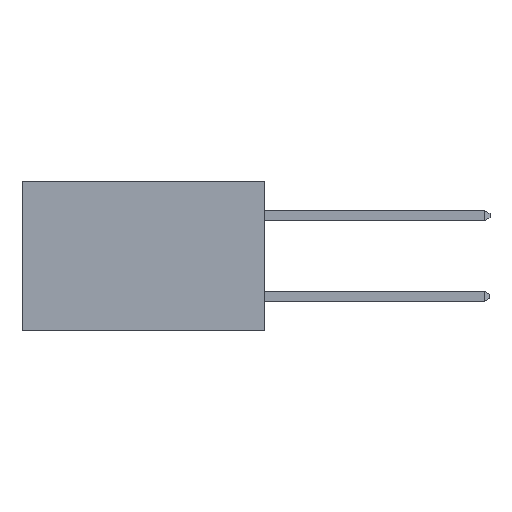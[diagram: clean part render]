
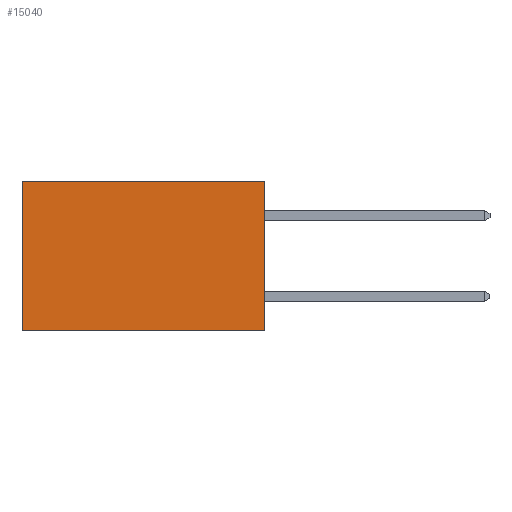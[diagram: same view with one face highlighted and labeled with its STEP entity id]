
A CAD part, left-side view. The second image highlights one B-rep face of the part: STEP entity #15040.
In plain terms, the highlighted planar face has unit normal (-1, 0, 0).
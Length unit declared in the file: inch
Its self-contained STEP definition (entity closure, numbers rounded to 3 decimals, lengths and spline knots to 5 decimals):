
#943 = EDGE_CURVE ( 'NONE', #4633, #7185, #5177, .T. ) ;
#1207 = VERTEX_POINT ( 'NONE', #16022 ) ;
#1621 = ORIENTED_EDGE ( 'NONE', *, *, #943, .T. ) ;
#2024 = ORIENTED_EDGE ( 'NONE', *, *, #12235, .T. ) ;
#2620 = EDGE_CURVE ( 'NONE', #4633, #11766, #8784, .T. ) ;
#3673 = EDGE_CURVE ( 'NONE', #11766, #1207, #8493, .T. ) ;
#3687 = ORIENTED_EDGE ( 'NONE', *, *, #2620, .F. ) ;
#4633 = VERTEX_POINT ( 'NONE', #18940 ) ;
#4734 = VECTOR ( 'NONE', #18320, 39.37008 ) ;
#4763 = VECTOR ( 'NONE', #8863, 39.37008 ) ;
#5060 = AXIS2_PLACEMENT_3D ( 'NONE', #15198, #18150, #9273 ) ;
#5177 = LINE ( 'NONE', #12247, #4734 ) ;
#5973 = CARTESIAN_POINT ( 'NONE',  ( 0.298, 0., 0. ) ) ;
#5978 = CARTESIAN_POINT ( 'NONE',  ( 0.298, 0., -0.37 ) ) ;
#6405 = CARTESIAN_POINT ( 'NONE',  ( 0.298, 0., -0.37 ) ) ;
#7008 = DIRECTION ( 'NONE',  ( 0., 0., -1. ) ) ;
#7185 = VERTEX_POINT ( 'NONE', #17303 ) ;
#8493 = LINE ( 'NONE', #6405, #17350 ) ;
#8784 = LINE ( 'NONE', #5973, #4763 ) ;
#8863 = DIRECTION ( 'NONE',  ( 0., 0., -1. ) ) ;
#9273 = DIRECTION ( 'NONE',  ( 0., 0., -1. ) ) ;
#9756 = VECTOR ( 'NONE', #7008, 39.37008 ) ;
#11766 = VERTEX_POINT ( 'NONE', #5978 ) ;
#12235 = EDGE_CURVE ( 'NONE', #7185, #1207, #13242, .T. ) ;
#12247 = CARTESIAN_POINT ( 'NONE',  ( 0.298, 0., 0. ) ) ;
#13242 = LINE ( 'NONE', #15958, #9756 ) ;
#13677 = PLANE ( 'NONE',  #5060 ) ;
#15040 = ADVANCED_FACE ( 'NONE', ( #15087 ), #13677, .F. ) ;
#15070 = EDGE_LOOP ( 'NONE', ( #2024, #18171, #3687, #1621 ) ) ;
#15087 = FACE_OUTER_BOUND ( 'NONE', #15070, .T. ) ;
#15198 = CARTESIAN_POINT ( 'NONE',  ( 0.298, 0., 0. ) ) ;
#15958 = CARTESIAN_POINT ( 'NONE',  ( 0.298, 0.6, 0. ) ) ;
#16022 = CARTESIAN_POINT ( 'NONE',  ( 0.298, 0.6, -0.37 ) ) ;
#16230 = DIRECTION ( 'NONE',  ( 0., 1., 0. ) ) ;
#17303 = CARTESIAN_POINT ( 'NONE',  ( 0.298, 0.6, 0. ) ) ;
#17350 = VECTOR ( 'NONE', #16230, 39.37008 ) ;
#18150 = DIRECTION ( 'NONE',  ( 1., 0., 0. ) ) ;
#18171 = ORIENTED_EDGE ( 'NONE', *, *, #3673, .F. ) ;
#18320 = DIRECTION ( 'NONE',  ( 0., 1., 0. ) ) ;
#18940 = CARTESIAN_POINT ( 'NONE',  ( 0.298, 0., 0. ) ) ;
